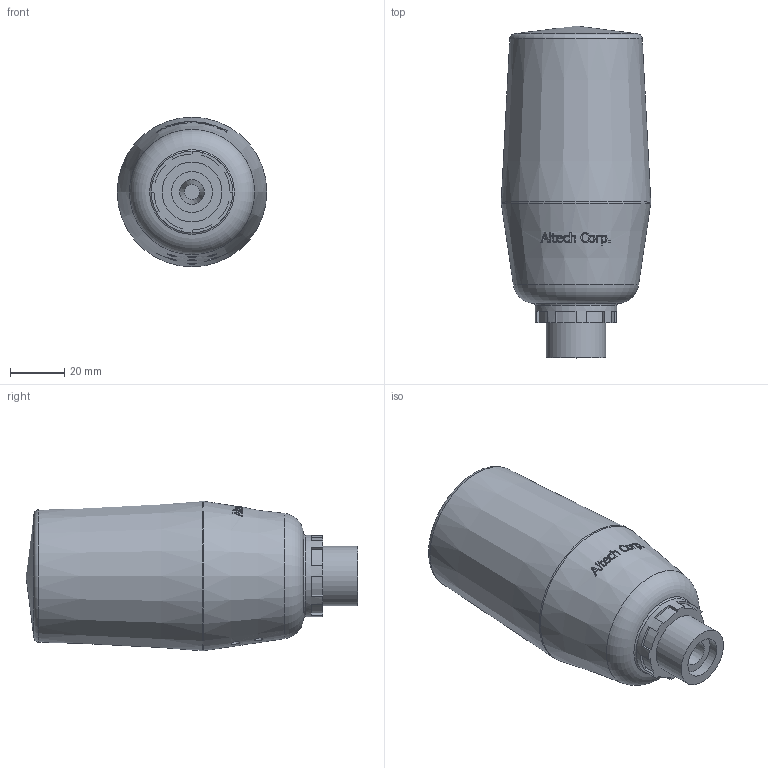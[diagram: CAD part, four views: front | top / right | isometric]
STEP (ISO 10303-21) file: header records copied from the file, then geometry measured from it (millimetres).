
FILE_DESCRIPTION(/* description */ (''),/* implementation_level */ '2;1');
FILE_NAME(/* name */ 'Light.stp',/* time_stamp */ '2015-08-21T09:35:30-04:00',/* author */ ('CAD Station'),/* organization */ (''),/* preprocessor_version */ 'ST-DEVELOPER v16.1',/* originating_system */ 'Autodesk Inventor 2016',/* authorisation */ '');
FILE_SCHEMA (('AUTOMOTIVE_DESIGN { 1 0 10303 214 3 1 1 }'));
Length unit declared in the file: millimetre
Products named in the file (1): Light
Bounding box: 54.97 x 122 x 54.97 mm (x, y, z)
Volume: 210234.6 mm3; surface area: 21847.6 mm2
Topology: 1 solids, 1 shells, 213 faces, 564 edges, 376 vertices
Faces by surface type: plane 106, bspline 75, cylinder 20, cone 8, torus 4
Full cylindrical faces by diameter (mm): 3 x7, 15 x1, 22 x1, 30 x1
Entity records: 7866 total; most frequent: CARTESIAN_POINT 2892, ORIENTED_EDGE 1074, DIRECTION 731, EDGE_CURVE 537, VERTEX_POINT 367, LINE 261, VECTOR 261, EDGE_LOOP 254
